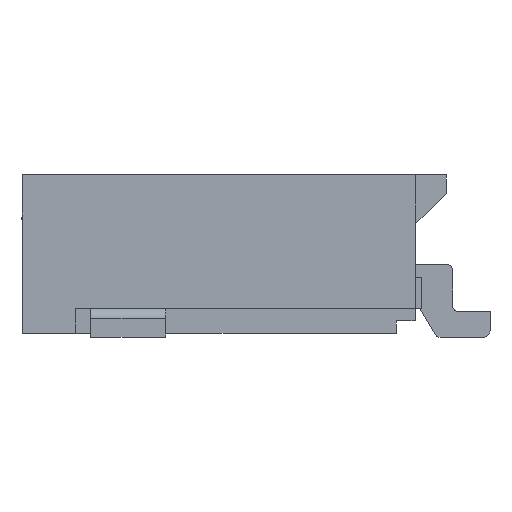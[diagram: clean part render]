
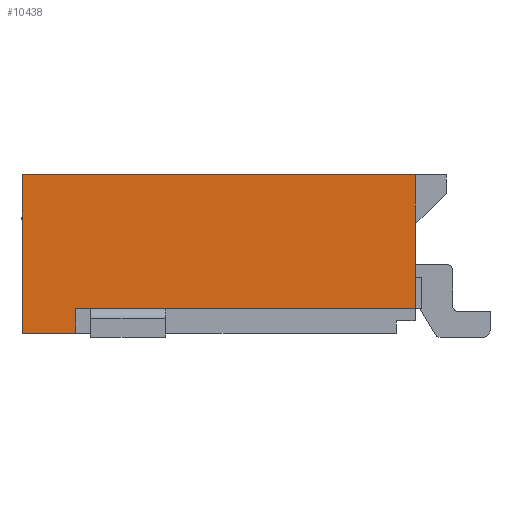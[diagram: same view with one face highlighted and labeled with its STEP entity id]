
A CAD part, front view. The second image highlights one B-rep face of the part: STEP entity #10438.
In plain terms, the highlighted planar face has unit normal (0, -1, 0).
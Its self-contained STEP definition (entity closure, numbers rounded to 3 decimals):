
#466=FACE_OUTER_BOUND('',#990,.T.);
#990=EDGE_LOOP('',(#7162,#7163,#7164,#7165,#7166,#7167));
#1671=LINE('',#14965,#3024);
#1672=LINE('',#14967,#3025);
#1673=LINE('',#14969,#3026);
#1674=LINE('',#14971,#3027);
#1675=LINE('',#14973,#3028);
#1676=LINE('',#14974,#3029);
#3024=VECTOR('',#12060,2.72);
#3025=VECTOR('',#12061,1.07);
#3026=VECTOR('',#12062,3.15);
#3027=VECTOR('',#12063,1.27);
#3028=VECTOR('',#12064,0.43);
#3029=VECTOR('',#12065,0.2);
#4341=VERTEX_POINT('',#14963);
#4342=VERTEX_POINT('',#14964);
#4343=VERTEX_POINT('',#14966);
#4344=VERTEX_POINT('',#14968);
#4345=VERTEX_POINT('',#14970);
#4346=VERTEX_POINT('',#14972);
#5439=EDGE_CURVE('',#4341,#4342,#1671,.T.);
#5440=EDGE_CURVE('',#4343,#4341,#1672,.T.);
#5441=EDGE_CURVE('',#4343,#4344,#1673,.T.);
#5442=EDGE_CURVE('',#4344,#4345,#1674,.T.);
#5443=EDGE_CURVE('',#4345,#4346,#1675,.T.);
#5444=EDGE_CURVE('',#4342,#4346,#1676,.T.);
#7162=ORIENTED_EDGE('',*,*,#5439,.F.);
#7163=ORIENTED_EDGE('',*,*,#5440,.F.);
#7164=ORIENTED_EDGE('',*,*,#5441,.T.);
#7165=ORIENTED_EDGE('',*,*,#5442,.T.);
#7166=ORIENTED_EDGE('',*,*,#5443,.T.);
#7167=ORIENTED_EDGE('',*,*,#5444,.F.);
#10010=PLANE('',#11008);
#10438=ADVANCED_FACE('',(#466),#10010,.T.);
#11008=AXIS2_PLACEMENT_3D('',#14962,#12058,#12059);
#12058=DIRECTION('center_axis',(0.,-1.,0.));
#12059=DIRECTION('ref_axis',(1.,0.,0.));
#12060=DIRECTION('',(-1.,0.,0.));
#12061=DIRECTION('',(0.,0.,-1.));
#12062=DIRECTION('',(-1.,0.,0.));
#12063=DIRECTION('',(0.,0.,-1.));
#12064=DIRECTION('',(1.,0.,0.));
#12065=DIRECTION('',(0.,0.,-1.));
#14962=CARTESIAN_POINT('Origin',(-0.107,-5.259,0.666));
#14963=CARTESIAN_POINT('',(1.468,-5.259,0.231));
#14964=CARTESIAN_POINT('',(-1.252,-5.259,0.231));
#14965=CARTESIAN_POINT('',(1.468,-5.259,0.231));
#14966=CARTESIAN_POINT('',(1.468,-5.259,1.301));
#14967=CARTESIAN_POINT('',(1.468,-5.259,1.301));
#14968=CARTESIAN_POINT('',(-1.682,-5.259,1.301));
#14969=CARTESIAN_POINT('',(1.468,-5.259,1.301));
#14970=CARTESIAN_POINT('',(-1.682,-5.259,0.031));
#14971=CARTESIAN_POINT('',(-1.682,-5.259,1.301));
#14972=CARTESIAN_POINT('',(-1.252,-5.259,0.031));
#14973=CARTESIAN_POINT('',(-1.682,-5.259,0.031));
#14974=CARTESIAN_POINT('',(-1.252,-5.259,0.231));
